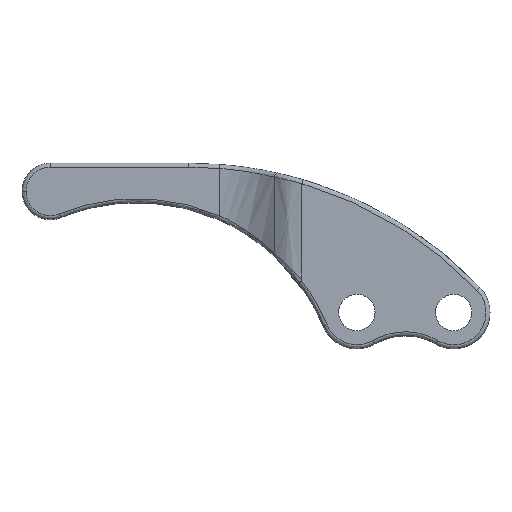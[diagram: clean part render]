
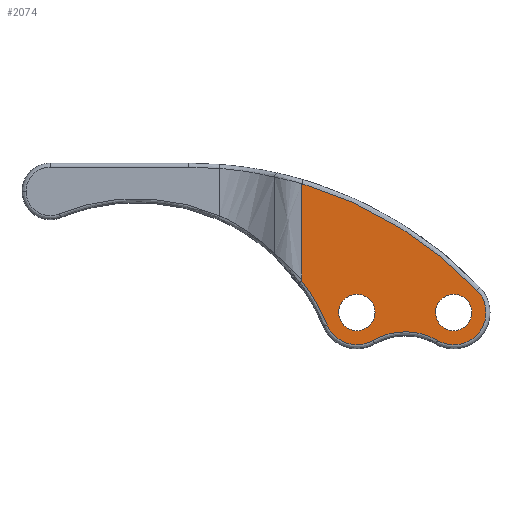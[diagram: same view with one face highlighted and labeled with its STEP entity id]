
A CAD part, front view. The second image highlights one B-rep face of the part: STEP entity #2074.
In plain terms, the highlighted free-form (B-spline) face has degree [1, 1] with [2, 2] control points.
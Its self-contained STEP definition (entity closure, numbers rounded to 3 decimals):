
#1065 = EDGE_CURVE('',#1066,#1068,#1070,.T.);
#1066 = VERTEX_POINT('',#1067);
#1067 = CARTESIAN_POINT('',(51.924,-9.986,
    1.614));
#1068 = VERTEX_POINT('',#1069);
#1069 = CARTESIAN_POINT('',(88.02,-9.986,
    -20.356));
#1070 = ( BOUNDED_CURVE() B_SPLINE_CURVE(2,(#1071,#1072,#1073),
.UNSPECIFIED.,.F.,.F.) B_SPLINE_CURVE_WITH_KNOTS((3,3),(
0.003,0.522),.PIECEWISE_BEZIER_KNOTS.) CURVE() 
GEOMETRIC_REPRESENTATION_ITEM() RATIONAL_B_SPLINE_CURVE((1.,
0.967,1.)) REPRESENTATION_ITEM('') );
#1071 = CARTESIAN_POINT('',(51.924,-9.986,
    1.614));
#1072 = CARTESIAN_POINT('',(72.887,-9.986,
    -4.582));
#1073 = CARTESIAN_POINT('',(88.02,-9.986,
    -20.356));
#1945 = EDGE_CURVE('',#1068,#1946,#1948,.T.);
#1946 = VERTEX_POINT('',#1947);
#1947 = CARTESIAN_POINT('',(79.888,-9.986,
    -30.73));
#1948 = ( BOUNDED_CURVE() B_SPLINE_CURVE(2,(#1949,#1950,#1951,#1952,
#1953),.UNSPECIFIED.,.F.,.F.) B_SPLINE_CURVE_WITH_KNOTS((3,2,3),(0.,
1.43,2.859),.PIECEWISE_BEZIER_KNOTS.) CURVE() 
GEOMETRIC_REPRESENTATION_ITEM() RATIONAL_B_SPLINE_CURVE((1.,
0.755,1.,0.755,1.)) REPRESENTATION_ITEM('') );
#1949 = CARTESIAN_POINT('',(88.02,-9.986,
    -20.356));
#1950 = CARTESIAN_POINT('',(92.02,-9.986,
    -24.525));
#1951 = CARTESIAN_POINT('',(88.456,-9.986,
    -29.072));
#1952 = CARTESIAN_POINT('',(84.891,-9.986,
    -33.619));
#1953 = CARTESIAN_POINT('',(79.888,-9.986,
    -30.73));
#2074 = ADVANCED_FACE('',(#2075,#2108,#2122),#2136,.F.);
#2075 = FACE_BOUND('',#2076,.F.);
#2076 = EDGE_LOOP('',(#2077,#2084,#2085,#2086,#2094,#2102));
#2077 = ORIENTED_EDGE('',*,*,#2078,.F.);
#2078 = EDGE_CURVE('',#1066,#2079,#2081,.T.);
#2079 = VERTEX_POINT('',#2080);
#2080 = CARTESIAN_POINT('',(51.924,-9.986,
    -18.474));
#2081 = B_SPLINE_CURVE_WITH_KNOTS('',1,(#2082,#2083),.UNSPECIFIED.,.F.,
  .F.,(2,2),(2.22,26.359),.PIECEWISE_BEZIER_KNOTS.);
#2082 = CARTESIAN_POINT('',(51.924,-9.986,
    1.614));
#2083 = CARTESIAN_POINT('',(51.924,-9.986,
    -18.474));
#2084 = ORIENTED_EDGE('',*,*,#1065,.T.);
#2085 = ORIENTED_EDGE('',*,*,#1945,.T.);
#2086 = ORIENTED_EDGE('',*,*,#2087,.T.);
#2087 = EDGE_CURVE('',#1946,#2088,#2090,.T.);
#2088 = VERTEX_POINT('',#2089);
#2089 = CARTESIAN_POINT('',(66.573,-9.986,
    -30.73));
#2090 = ( BOUNDED_CURVE() B_SPLINE_CURVE(2,(#2091,#2092,#2093),
.UNSPECIFIED.,.F.,.F.) B_SPLINE_CURVE_WITH_KNOTS((3,3),(0.,
1.047),.PIECEWISE_BEZIER_KNOTS.) CURVE() 
GEOMETRIC_REPRESENTATION_ITEM() RATIONAL_B_SPLINE_CURVE((1.,
0.866,1.)) REPRESENTATION_ITEM('') );
#2091 = CARTESIAN_POINT('',(79.888,-9.986,
    -30.73));
#2092 = CARTESIAN_POINT('',(73.23,-9.986,
    -26.887));
#2093 = CARTESIAN_POINT('',(66.573,-9.986,
    -30.73));
#2094 = ORIENTED_EDGE('',*,*,#2095,.T.);
#2095 = EDGE_CURVE('',#2088,#2096,#2098,.T.);
#2096 = VERTEX_POINT('',#2097);
#2097 = CARTESIAN_POINT('',(57.102,-9.986,
    -27.533));
#2098 = ( BOUNDED_CURVE() B_SPLINE_CURVE(2,(#2099,#2100,#2101),
.UNSPECIFIED.,.F.,.F.) B_SPLINE_CURVE_WITH_KNOTS((3,3),(0.,
1.698),.PIECEWISE_BEZIER_KNOTS.) CURVE() 
GEOMETRIC_REPRESENTATION_ITEM() RATIONAL_B_SPLINE_CURVE((1.,
0.661,1.)) REPRESENTATION_ITEM('') );
#2099 = CARTESIAN_POINT('',(66.573,-9.986,
    -30.73));
#2100 = CARTESIAN_POINT('',(60.021,-9.986,
    -34.513));
#2101 = CARTESIAN_POINT('',(57.102,-9.986,
    -27.533));
#2102 = ORIENTED_EDGE('',*,*,#2103,.T.);
#2103 = EDGE_CURVE('',#2096,#2079,#2104,.T.);
#2104 = ( BOUNDED_CURVE() B_SPLINE_CURVE(2,(#2105,#2106,#2107),
.UNSPECIFIED.,.F.,.F.) B_SPLINE_CURVE_WITH_KNOTS((3,3),(0.,
0.246),.PIECEWISE_BEZIER_KNOTS.) CURVE() 
GEOMETRIC_REPRESENTATION_ITEM() RATIONAL_B_SPLINE_CURVE((1.,
0.992,1.)) REPRESENTATION_ITEM('') );
#2105 = CARTESIAN_POINT('',(57.102,-9.986,
    -27.533));
#2106 = CARTESIAN_POINT('',(55.074,-9.986,
    -22.683));
#2107 = CARTESIAN_POINT('',(51.924,-9.986,
    -18.474));
#2108 = FACE_BOUND('',#2109,.F.);
#2109 = EDGE_LOOP('',(#2110));
#2110 = ORIENTED_EDGE('',*,*,#2111,.T.);
#2111 = EDGE_CURVE('',#2112,#2112,#2114,.T.);
#2112 = VERTEX_POINT('',#2113);
#2113 = CARTESIAN_POINT('',(66.989,-9.986,
    -24.965));
#2114 = ( BOUNDED_CURVE() B_SPLINE_CURVE(2,(#2115,#2116,#2117,#2118,
#2119,#2120,#2121),.UNSPECIFIED.,.T.,.F.) B_SPLINE_CURVE_WITH_KNOTS((1,2
    ,2,2,2,1),(-2.094,0.,2.094,4.189,
6.283,8.378),.UNSPECIFIED.) CURVE() 
GEOMETRIC_REPRESENTATION_ITEM() RATIONAL_B_SPLINE_CURVE((1.,0.5,1.,0.5,
1.,0.5,1.)) REPRESENTATION_ITEM('') );
#2115 = CARTESIAN_POINT('',(66.989,-9.986,
    -24.965));
#2116 = CARTESIAN_POINT('',(66.989,-9.986,
    -18.479));
#2117 = CARTESIAN_POINT('',(61.372,-9.986,
    -21.722));
#2118 = CARTESIAN_POINT('',(55.755,-9.986,
    -24.965));
#2119 = CARTESIAN_POINT('',(61.372,-9.986,
    -28.208));
#2120 = CARTESIAN_POINT('',(66.989,-9.986,
    -31.451));
#2121 = CARTESIAN_POINT('',(66.989,-9.986,
    -24.965));
#2122 = FACE_BOUND('',#2123,.F.);
#2123 = EDGE_LOOP('',(#2124));
#2124 = ORIENTED_EDGE('',*,*,#2125,.T.);
#2125 = EDGE_CURVE('',#2126,#2126,#2128,.T.);
#2126 = VERTEX_POINT('',#2127);
#2127 = CARTESIAN_POINT('',(86.961,-9.986,
    -24.965));
#2128 = ( BOUNDED_CURVE() B_SPLINE_CURVE(2,(#2129,#2130,#2131,#2132,
#2133,#2134,#2135),.UNSPECIFIED.,.T.,.F.) B_SPLINE_CURVE_WITH_KNOTS((1,2
    ,2,2,2,1),(-2.094,0.,2.094,4.189,
6.283,8.378),.UNSPECIFIED.) CURVE() 
GEOMETRIC_REPRESENTATION_ITEM() RATIONAL_B_SPLINE_CURVE((1.,0.5,1.,0.5,
1.,0.5,1.)) REPRESENTATION_ITEM('') );
#2129 = CARTESIAN_POINT('',(86.961,-9.986,
    -24.965));
#2130 = CARTESIAN_POINT('',(86.961,-9.986,
    -18.479));
#2131 = CARTESIAN_POINT('',(81.344,-9.986,
    -21.722));
#2132 = CARTESIAN_POINT('',(75.727,-9.986,
    -24.965));
#2133 = CARTESIAN_POINT('',(81.344,-9.986,
    -28.208));
#2134 = CARTESIAN_POINT('',(86.961,-9.986,
    -31.451));
#2135 = CARTESIAN_POINT('',(86.961,-9.986,
    -24.965));
#2136 = B_SPLINE_SURFACE_WITH_KNOTS('',1,1,(
    (#2137,#2138)
    ,(#2139,#2140
    )),.UNSPECIFIED.,.F.,.F.,.F.,(2,2),(2,2),(-26.926,
    13.013),(9.346,54.95),
  .PIECEWISE_BEZIER_KNOTS.);
#2137 = CARTESIAN_POINT('',(51.924,-9.986,
    -31.622));
#2138 = CARTESIAN_POINT('',(89.874,-9.986,
    -31.622));
#2139 = CARTESIAN_POINT('',(51.924,-9.986,
    1.614));
#2140 = CARTESIAN_POINT('',(89.874,-9.986,
    1.614));
